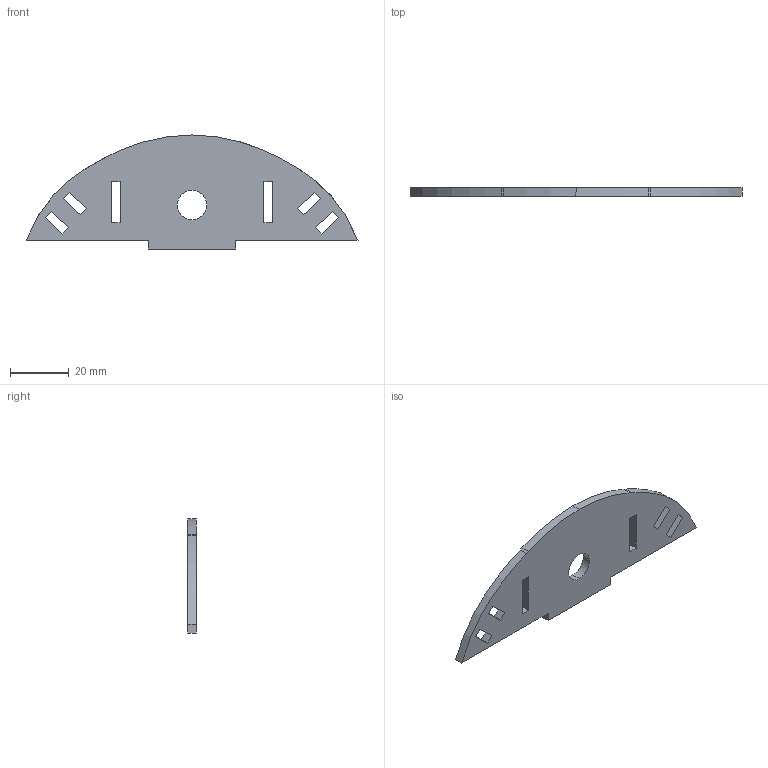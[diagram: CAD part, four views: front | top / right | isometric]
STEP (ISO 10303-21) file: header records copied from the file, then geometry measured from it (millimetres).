
FILE_DESCRIPTION (( 'STEP AP203' ), '1' );
FILE_NAME ('frame-1-13.step', '2015-02-17T13:06:47', ( 'Cesar' ), ( '' ), 'SwSTEP 2.0', 'SolidWorks 2013', '' );
FILE_SCHEMA (( 'CONFIG_CONTROL_DESIGN' ));
Length unit declared in the file: millimetre
Products named in the file (1): frame-1-13
Bounding box: 113.28 x 3 x 38.9 mm (x, y, z)
Volume: 8304.2 mm3; surface area: 6881.8 mm2
Topology: 1 solids, 1 shells, 39 faces, 111 edges, 74 vertices
Faces by surface type: plane 33, bspline 4, cylinder 2
Entity records: 1673 total; most frequent: CARTESIAN_POINT 572, ORIENTED_EDGE 222, DIRECTION 179, EDGE_CURVE 111, VECTOR 99, LINE 99, VERTEX_POINT 74, EDGE_LOOP 53
